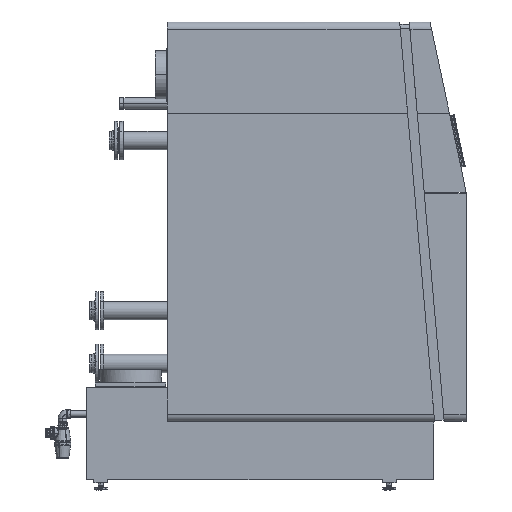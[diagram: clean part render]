
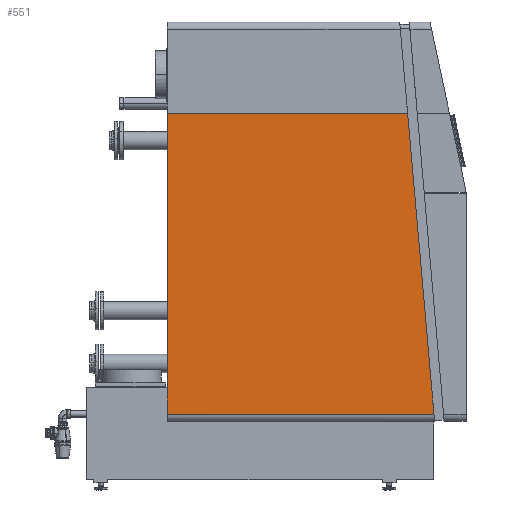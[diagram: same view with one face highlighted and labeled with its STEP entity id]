
A CAD part, front view. The second image highlights one B-rep face of the part: STEP entity #551.
In plain terms, the highlighted planar face has unit normal (0, -1, 0).
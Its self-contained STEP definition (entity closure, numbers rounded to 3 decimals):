
#240=CARTESIAN_POINT('Axis2P3D Location',(0.,0.,0.)) ;
#456=CARTESIAN_POINT('Vertex',(-1115.2,0.,31.)) ;
#469=CARTESIAN_POINT('Vertex',(-2.712,0.,31.)) ;
#472=CARTESIAN_POINT('Line Origine',(-557.6,0.,31.)) ;
#484=CARTESIAN_POINT('Line Origine',(-57.611,0.,658.5)) ;
#488=CARTESIAN_POINT('Vertex',(-112.51,0.,1286.)) ;
#519=CARTESIAN_POINT('Line Origine',(-1115.2,0.,658.5)) ;
#523=CARTESIAN_POINT('Vertex',(-1115.2,0.,1286.)) ;
#540=CARTESIAN_POINT('Line Origine',(-613.855,0.,1286.)) ;
#241=DIRECTION('Axis2P3D Direction',(0.,1.,-0.)) ;
#242=DIRECTION('Axis2P3D XDirection',(-1.,0.,0.)) ;
#473=DIRECTION('Vector Direction',(-1.,0.,0.)) ;
#485=DIRECTION('Vector Direction',(0.087,0.,-0.996)) ;
#520=DIRECTION('Vector Direction',(0.,0.,1.)) ;
#541=DIRECTION('Vector Direction',(-1.,0.,0.)) ;
#243=AXIS2_PLACEMENT_3D('Plane Axis2P3D',#240,#241,#242) ;
#546=ORIENTED_EDGE('',*,*,#544,.T.) ;
#547=ORIENTED_EDGE('',*,*,#525,.F.) ;
#548=ORIENTED_EDGE('',*,*,#476,.F.) ;
#549=ORIENTED_EDGE('',*,*,#490,.F.) ;
#474=VECTOR('Line Direction',#473,1.) ;
#486=VECTOR('Line Direction',#485,1.) ;
#521=VECTOR('Line Direction',#520,1.) ;
#542=VECTOR('Line Direction',#541,1.) ;
#551=ADVANCED_FACE('Hauptk\X2\00F6\X0\rper',(#550),#244,.F.) ;
#476=EDGE_CURVE('',#470,#457,#475,.T.) ;
#490=EDGE_CURVE('',#489,#470,#487,.T.) ;
#525=EDGE_CURVE('',#457,#524,#522,.T.) ;
#544=EDGE_CURVE('',#489,#524,#543,.T.) ;
#545=EDGE_LOOP('',(#546,#547,#548,#549)) ;
#550=FACE_OUTER_BOUND('',#545,.T.) ;
#475=LINE('Line',#472,#474) ;
#487=LINE('Line',#484,#486) ;
#522=LINE('Line',#519,#521) ;
#543=LINE('Line',#540,#542) ;
#244=PLANE('',#243) ;
#457=VERTEX_POINT('',#456) ;
#470=VERTEX_POINT('',#469) ;
#489=VERTEX_POINT('',#488) ;
#524=VERTEX_POINT('',#523) ;
